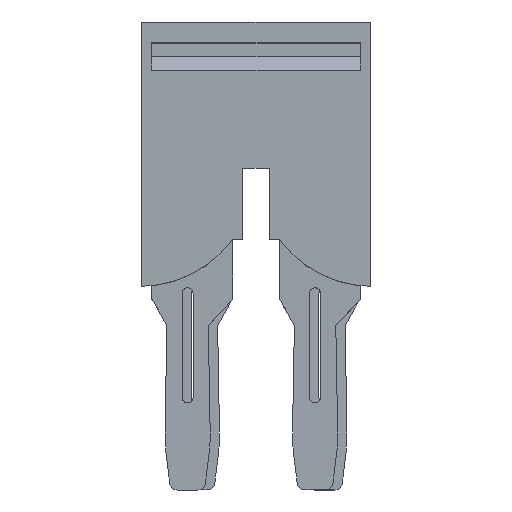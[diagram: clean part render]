
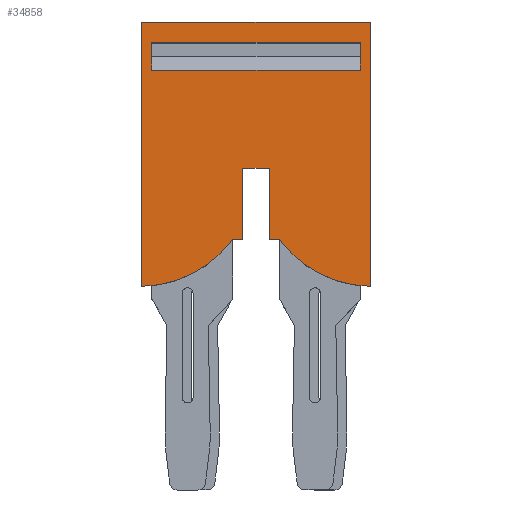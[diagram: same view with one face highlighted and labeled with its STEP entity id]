
A CAD part, left-side view. The second image highlights one B-rep face of the part: STEP entity #34858.
In plain terms, the highlighted planar face has unit normal (-1, 0, 0).
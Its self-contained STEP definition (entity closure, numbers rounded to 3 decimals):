
#34332=CARTESIAN_POINT('',(14.028,25.028,11.001));
#34333=VERTEX_POINT('',#34332);
#34334=CARTESIAN_POINT('',(14.028,25.678,11.001));
#34335=VERTEX_POINT('',#34334);
#34336=CARTESIAN_POINT('',(14.028,25.028,11.001));
#34337=DIRECTION('',(0.,1.,0.));
#34338=VECTOR('',#34337,0.65);
#34339=LINE('',#34336,#34338);
#34340=EDGE_CURVE('',#34333,#34335,#34339,.T.);
#34405=CARTESIAN_POINT('',(14.028,30.878,21.901));
#34406=VERTEX_POINT('',#34405);
#34431=CARTESIAN_POINT('',(14.028,30.878,23.701));
#34432=VERTEX_POINT('',#34431);
#34439=CARTESIAN_POINT('',(14.028,30.878,23.701));
#34440=DIRECTION('',(0.,0.,-1.));
#34441=VECTOR('',#34440,1.8);
#34442=LINE('',#34439,#34441);
#34443=EDGE_CURVE('',#34432,#34406,#34442,.T.);
#34623=CARTESIAN_POINT('',(14.028,17.478,21.901));
#34624=VERTEX_POINT('',#34623);
#34625=CARTESIAN_POINT('',(14.028,30.878,21.901));
#34626=DIRECTION('',(0.,-1.,0.));
#34627=VECTOR('',#34626,13.4);
#34628=LINE('',#34625,#34627);
#34629=EDGE_CURVE('',#34406,#34624,#34628,.T.);
#34701=CARTESIAN_POINT('',(14.028,17.478,23.701));
#34702=VERTEX_POINT('',#34701);
#34703=CARTESIAN_POINT('',(14.028,17.478,23.701));
#34704=DIRECTION('',(0.,1.,0.));
#34705=VECTOR('',#34704,13.4);
#34706=LINE('',#34703,#34705);
#34707=EDGE_CURVE('',#34702,#34432,#34706,.T.);
#34726=CARTESIAN_POINT('',(14.028,17.478,21.901));
#34727=DIRECTION('',(0.,0.,1.));
#34728=VECTOR('',#34727,1.8);
#34729=LINE('',#34726,#34728);
#34730=EDGE_CURVE('',#34624,#34702,#34729,.T.);
#34772=CARTESIAN_POINT('',(14.028,24.178,16.501));
#34773=DIRECTION('',(0.,0.,1.));
#34774=DIRECTION('',(-1.,0.,0.));
#34775=AXIS2_PLACEMENT_3D('',#34772,#34774,#34773);
#34776=PLANE('',#34775);
#34777=CARTESIAN_POINT('',(14.028,16.828,8.001));
#34778=VERTEX_POINT('',#34777);
#34779=CARTESIAN_POINT('',(14.028,16.828,25.001));
#34780=VERTEX_POINT('',#34779);
#34781=CARTESIAN_POINT('',(14.028,16.828,8.001));
#34782=DIRECTION('',(0.,0.,1.));
#34783=VECTOR('',#34782,17.);
#34784=LINE('',#34781,#34783);
#34785=EDGE_CURVE('',#34778,#34780,#34784,.T.);
#34786=ORIENTED_EDGE('E3070',*,*,#34785,.T.);
#34787=CARTESIAN_POINT('',(14.028,31.528,25.001));
#34788=VERTEX_POINT('',#34787);
#34789=CARTESIAN_POINT('',(14.028,16.828,25.001));
#34790=DIRECTION('',(0.,1.,0.));
#34791=VECTOR('',#34790,14.7);
#34792=LINE('',#34789,#34791);
#34793=EDGE_CURVE('',#34780,#34788,#34792,.T.);
#34794=ORIENTED_EDGE('E3071',*,*,#34793,.T.);
#34795=CARTESIAN_POINT('',(14.028,31.528,8.001));
#34796=VERTEX_POINT('',#34795);
#34797=CARTESIAN_POINT('',(14.028,31.528,25.001));
#34798=DIRECTION('',(0.,0.,-1.));
#34799=VECTOR('',#34798,17.);
#34800=LINE('',#34797,#34799);
#34801=EDGE_CURVE('',#34788,#34796,#34800,.T.);
#34802=ORIENTED_EDGE('E3072',*,*,#34801,.T.);
#34803=CARTESIAN_POINT('',(14.028,31.679,15.499));
#34804=DIRECTION('',(0.,-0.8,-0.6));
#34805=DIRECTION('',(1.,0.,0.));
#34806=AXIS2_PLACEMENT_3D('',#34803,#34805,#34804);
#34807=CIRCLE('',#34806,7.5);
#34808=EDGE_CURVE('',#34335,#34796,#34807,.T.);
#34809=ORIENTED_EDGE('E3030',*,*,#34808,.F.);
#34810=ORIENTED_EDGE('E3030',*,*,#34340,.F.);
#34811=CARTESIAN_POINT('',(14.028,25.028,15.601));
#34812=VERTEX_POINT('',#34811);
#34813=CARTESIAN_POINT('',(14.028,25.028,11.001));
#34814=DIRECTION('',(0.,0.,1.));
#34815=VECTOR('',#34814,4.6);
#34816=LINE('',#34813,#34815);
#34817=EDGE_CURVE('',#34333,#34812,#34816,.T.);
#34818=ORIENTED_EDGE('E3073',*,*,#34817,.T.);
#34819=CARTESIAN_POINT('',(14.028,23.328,15.601));
#34820=VERTEX_POINT('',#34819);
#34821=CARTESIAN_POINT('',(14.028,25.028,15.601));
#34822=DIRECTION('',(0.,-1.,0.));
#34823=VECTOR('',#34822,1.7);
#34824=LINE('',#34821,#34823);
#34825=EDGE_CURVE('',#34812,#34820,#34824,.T.);
#34826=ORIENTED_EDGE('E3074',*,*,#34825,.T.);
#34827=CARTESIAN_POINT('',(14.028,23.328,11.001));
#34828=VERTEX_POINT('',#34827);
#34829=CARTESIAN_POINT('',(14.028,23.328,15.601));
#34830=DIRECTION('',(0.,0.,-1.));
#34831=VECTOR('',#34830,4.6);
#34832=LINE('',#34829,#34831);
#34833=EDGE_CURVE('',#34820,#34828,#34832,.T.);
#34834=ORIENTED_EDGE('E3075',*,*,#34833,.T.);
#34835=CARTESIAN_POINT('',(14.028,22.678,11.001));
#34836=VERTEX_POINT('',#34835);
#34837=CARTESIAN_POINT('',(14.028,23.328,11.001));
#34838=DIRECTION('',(0.,-1.,0.));
#34839=VECTOR('',#34838,0.65);
#34840=LINE('',#34837,#34839);
#34841=EDGE_CURVE('',#34828,#34836,#34840,.T.);
#34842=ORIENTED_EDGE('E3076',*,*,#34841,.T.);
#34843=CARTESIAN_POINT('',(14.028,16.677,15.499));
#34844=DIRECTION('',(0.,0.8,-0.6));
#34845=DIRECTION('',(-1.,0.,0.));
#34846=AXIS2_PLACEMENT_3D('',#34843,#34845,#34844);
#34847=CIRCLE('',#34846,7.5);
#34848=EDGE_CURVE('',#34836,#34778,#34847,.T.);
#34849=ORIENTED_EDGE('E3077',*,*,#34848,.T.);
#34850=EDGE_LOOP('',(#34786,#34794,#34802,#34809,#34810,#34818,#34826,#34834,#34842,#34849));
#34851=FACE_OUTER_BOUND('',#34850,.T.);
#34852=ORIENTED_EDGE('',*,*,#34730,.F.);
#34853=ORIENTED_EDGE('',*,*,#34629,.F.);
#34854=ORIENTED_EDGE('',*,*,#34443,.F.);
#34855=ORIENTED_EDGE('',*,*,#34707,.F.);
#34856=EDGE_LOOP('',(#34852,#34853,#34854,#34855));
#34857=FACE_BOUND('',#34856,.T.);
#34858=ADVANCED_FACE('F1036',(#34851,#34857),#34776,.T.);
